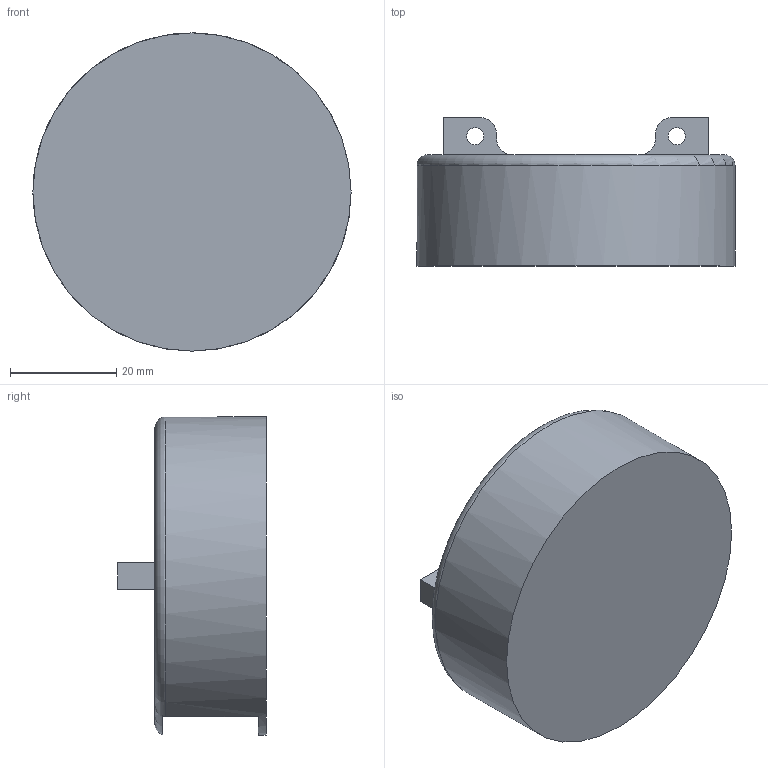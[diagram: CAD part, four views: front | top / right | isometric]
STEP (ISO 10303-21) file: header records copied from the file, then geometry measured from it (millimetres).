
FILE_DESCRIPTION(/* description */ ('The base for the main PCB'),/* implementation_level */ '2;1');
FILE_NAME(/* name */ 'Base with 9V Batt.stp',/* time_stamp */ '2019-12-19T00:35:21-05:00',/* author */ ('Electro707'),/* organization */ ('UNH Makerspace'),/* preprocessor_version */ 'ST-DEVELOPER v17',/* originating_system */ 'Autodesk Inventor 2018',/* authorisation */ '');
FILE_SCHEMA (('CONFIG_CONTROL_DESIGN'));
Length unit declared in the file: millimetre
Products named in the file (1): Base with 9V Batt
Bounding box: 60 x 28 x 60 mm (x, y, z)
Volume: 35020 mm3; surface area: 14456.9 mm2
Topology: 1 solids, 1 shells, 39 faces, 106 edges, 71 vertices
Faces by surface type: plane 25, cylinder 13, torus 1
Full cylindrical faces by diameter (mm): 3.2 x4, 60 x1
Entity records: 1298 total; most frequent: CARTESIAN_POINT 223, DIRECTION 217, ORIENTED_EDGE 212, EDGE_CURVE 106, AXIS2_PLACEMENT_3D 73, LINE 71, VECTOR 71, VERTEX_POINT 71
